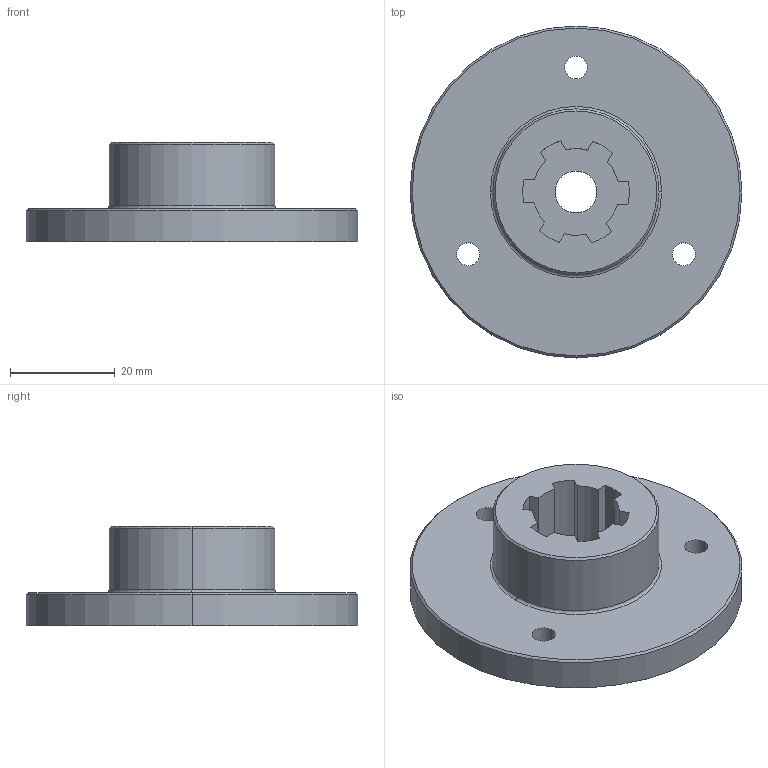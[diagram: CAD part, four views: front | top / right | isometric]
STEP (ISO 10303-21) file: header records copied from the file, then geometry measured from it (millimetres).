
FILE_DESCRIPTION (( 'STEP AP214' ), '1' );
FILE_NAME ('Hub.STEP', '2016-09-10T05:28:46', ( '' ), ( '' ), 'SwSTEP 2.0', 'SolidWorks 2015', '' );
FILE_SCHEMA (( 'AUTOMOTIVE_DESIGN' ));
Length unit declared in the file: millimetre
Products named in the file (1): Hub
Bounding box: 63.5 x 63.5 x 19.05 mm (x, y, z)
Volume: 25122.9 mm3; surface area: 10161.6 mm2
Topology: 1 solids, 1 shells, 50 faces, 129 edges, 84 vertices
Faces by surface type: cylinder 27, plane 17, cone 4, torus 2
Entity records: 1597 total; most frequent: DIRECTION 293, CARTESIAN_POINT 264, ORIENTED_EDGE 258, EDGE_CURVE 129, AXIS2_PLACEMENT_3D 113, VERTEX_POINT 84, LINE 67, VECTOR 67
